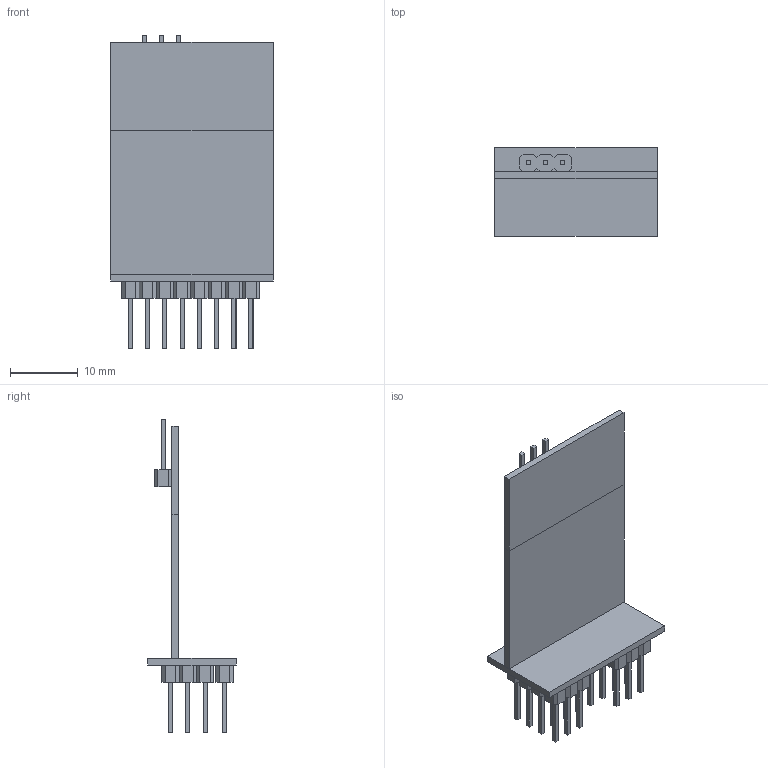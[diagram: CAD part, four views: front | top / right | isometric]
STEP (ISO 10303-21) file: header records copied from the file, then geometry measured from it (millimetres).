
FILE_DESCRIPTION (( 'STEP AP214' ), '1' );
FILE_NAME ('X8R.STEP', '2022-01-27T13:05:52', ( '' ), ( '' ), 'SwSTEP 2.0', 'SolidWorks 2021', '' );
FILE_SCHEMA (( 'AUTOMOTIVE_DESIGN' ));
Length unit declared in the file: millimetre
Products named in the file (8): Pin3_asem___ _________; Part3^X8R; Pin___ _________; pin_body3___ _________; plate___ _________; pin_body___ _________; X8R; Pin2_asem___ _________
Assembly tree (25 placements, depth 3):
  X8R
    Pin2_asem___ _________  x12
      pin_body___ _________
      Pin___ _________
    Pin3_asem___ _________  x3
      pin_body3___ _________
      Pin___ _________
    plate___ _________  x2
    Part3^X8R
Bounding box: 24 x 13 x 46.28 mm (x, y, z)
Volume: 1722.1 mm3; surface area: 4506.4 mm2
Topology: 51 solids, 51 shells, 606 faces, 1512 edges, 1008 vertices
Faces by surface type: plane 606
Entity records: 3378 total; most frequent: CARTESIAN_POINT 436, DIRECTION 410, ORIENTED_EDGE 396, EDGE_CURVE 198, VECTOR 198, LINE 198, VERTEX_POINT 132, AXIS2_PLACEMENT_3D 106
